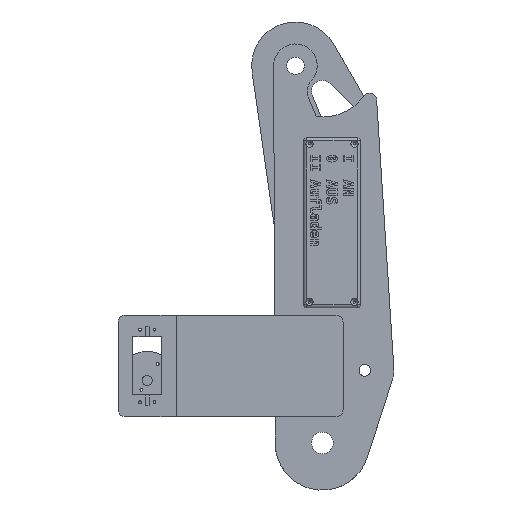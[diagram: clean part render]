
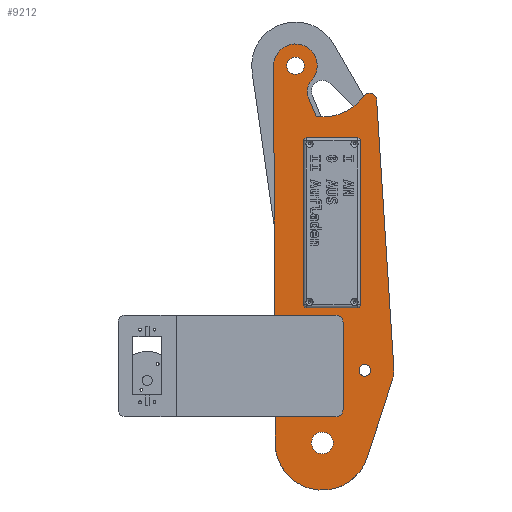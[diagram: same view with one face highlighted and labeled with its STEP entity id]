
A CAD part, front view. The second image highlights one B-rep face of the part: STEP entity #9212.
In plain terms, the highlighted planar face has unit normal (0, -1, 0).
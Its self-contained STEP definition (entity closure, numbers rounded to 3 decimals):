
#441=FACE_BOUND('',#1404,.T.);
#442=FACE_BOUND('',#1405,.T.);
#443=FACE_BOUND('',#1406,.T.);
#543=PLANE('',#9802);
#871=FACE_OUTER_BOUND('',#1403,.T.);
#1403=EDGE_LOOP('',(#6562,#6563,#6564,#6565,#6566,#6567,#6568,#6569,#6570,
#6571,#6572,#6573,#6574,#6575,#6576,#6577));
#1404=EDGE_LOOP('',(#6578));
#1405=EDGE_LOOP('',(#6579));
#1406=EDGE_LOOP('',(#6580));
#2001=LINE('',#12514,#2947);
#2003=LINE('',#12523,#2949);
#2007=LINE('',#12535,#2953);
#2016=LINE('',#12565,#2962);
#2017=LINE('',#12567,#2963);
#2022=LINE('',#12585,#2968);
#2027=LINE('',#12603,#2973);
#2031=LINE('',#12615,#2977);
#2947=VECTOR('',#10436,10.);
#2949=VECTOR('',#10446,10.);
#2953=VECTOR('',#10458,10.);
#2962=VECTOR('',#10491,10.);
#2963=VECTOR('',#10492,10.);
#2968=VECTOR('',#10511,10.);
#2973=VECTOR('',#10530,10.);
#2977=VECTOR('',#10542,10.);
#3874=CIRCLE('',#9761,5.);
#3876=CIRCLE('',#9765,5.);
#3878=CIRCLE('',#9771,4.);
#3880=CIRCLE('',#9774,6.);
#3882=CIRCLE('',#9777,7.5);
#3885=CIRCLE('',#9782,15.009);
#3887=CIRCLE('',#9785,10.5);
#3889=CIRCLE('',#9789,35.263);
#3891=CIRCLE('',#9792,5.);
#3893=CIRCLE('',#9796,20.);
#3895=CIRCLE('',#9800,32.5);
#4071=VERTEX_POINT('',#12508);
#4073=VERTEX_POINT('',#12512);
#4074=VERTEX_POINT('',#12516);
#4076=VERTEX_POINT('',#12522);
#4078=VERTEX_POINT('',#12528);
#4080=VERTEX_POINT('',#12534);
#4081=VERTEX_POINT('',#12542);
#4083=VERTEX_POINT('',#12548);
#4085=VERTEX_POINT('',#12554);
#4089=VERTEX_POINT('',#12563);
#4090=VERTEX_POINT('',#12566);
#4092=VERTEX_POINT('',#12572);
#4094=VERTEX_POINT('',#12578);
#4096=VERTEX_POINT('',#12584);
#4098=VERTEX_POINT('',#12590);
#4100=VERTEX_POINT('',#12596);
#4102=VERTEX_POINT('',#12602);
#4104=VERTEX_POINT('',#12608);
#4106=VERTEX_POINT('',#12614);
#5010=EDGE_CURVE('',#4071,#4073,#2001,.T.);
#5011=EDGE_CURVE('',#4073,#4074,#3874,.T.);
#5014=EDGE_CURVE('',#4074,#4076,#2003,.T.);
#5017=EDGE_CURVE('',#4076,#4078,#3876,.T.);
#5020=EDGE_CURVE('',#4078,#4080,#2007,.T.);
#5024=EDGE_CURVE('',#4081,#4081,#3878,.T.);
#5027=EDGE_CURVE('',#4083,#4083,#3880,.T.);
#5030=EDGE_CURVE('',#4085,#4085,#3882,.T.);
#5035=EDGE_CURVE('',#4080,#4089,#2016,.T.);
#5036=EDGE_CURVE('',#4090,#4071,#2017,.T.);
#5039=EDGE_CURVE('',#4092,#4090,#3885,.T.);
#5042=EDGE_CURVE('',#4094,#4092,#3887,.T.);
#5045=EDGE_CURVE('',#4096,#4094,#2022,.T.);
#5048=EDGE_CURVE('',#4098,#4096,#3889,.T.);
#5051=EDGE_CURVE('',#4100,#4098,#3891,.T.);
#5054=EDGE_CURVE('',#4102,#4100,#2027,.T.);
#5057=EDGE_CURVE('',#4104,#4102,#3893,.T.);
#5060=EDGE_CURVE('',#4106,#4104,#2031,.T.);
#5063=EDGE_CURVE('',#4089,#4106,#3895,.T.);
#6562=ORIENTED_EDGE('',*,*,#5020,.T.);
#6563=ORIENTED_EDGE('',*,*,#5035,.T.);
#6564=ORIENTED_EDGE('',*,*,#5063,.T.);
#6565=ORIENTED_EDGE('',*,*,#5060,.T.);
#6566=ORIENTED_EDGE('',*,*,#5057,.T.);
#6567=ORIENTED_EDGE('',*,*,#5054,.T.);
#6568=ORIENTED_EDGE('',*,*,#5051,.T.);
#6569=ORIENTED_EDGE('',*,*,#5048,.T.);
#6570=ORIENTED_EDGE('',*,*,#5045,.T.);
#6571=ORIENTED_EDGE('',*,*,#5042,.T.);
#6572=ORIENTED_EDGE('',*,*,#5039,.T.);
#6573=ORIENTED_EDGE('',*,*,#5036,.T.);
#6574=ORIENTED_EDGE('',*,*,#5010,.T.);
#6575=ORIENTED_EDGE('',*,*,#5011,.T.);
#6576=ORIENTED_EDGE('',*,*,#5014,.T.);
#6577=ORIENTED_EDGE('',*,*,#5017,.T.);
#6578=ORIENTED_EDGE('',*,*,#5030,.T.);
#6579=ORIENTED_EDGE('',*,*,#5027,.T.);
#6580=ORIENTED_EDGE('',*,*,#5024,.T.);
#9212=ADVANCED_FACE('',(#871,#441,#442,#443),#543,.F.);
#9761=AXIS2_PLACEMENT_3D('',#12517,#10439,#10440);
#9765=AXIS2_PLACEMENT_3D('',#12529,#10451,#10452);
#9771=AXIS2_PLACEMENT_3D('',#12543,#10468,#10469);
#9774=AXIS2_PLACEMENT_3D('',#12549,#10475,#10476);
#9777=AXIS2_PLACEMENT_3D('',#12555,#10482,#10483);
#9782=AXIS2_PLACEMENT_3D('',#12573,#10498,#10499);
#9785=AXIS2_PLACEMENT_3D('',#12579,#10505,#10506);
#9789=AXIS2_PLACEMENT_3D('',#12591,#10517,#10518);
#9792=AXIS2_PLACEMENT_3D('',#12597,#10524,#10525);
#9796=AXIS2_PLACEMENT_3D('',#12609,#10536,#10537);
#9800=AXIS2_PLACEMENT_3D('',#12619,#10548,#10549);
#9802=AXIS2_PLACEMENT_3D('',#12621,#10552,#10553);
#10436=DIRECTION('',(1.,0.,0.));
#10439=DIRECTION('center_axis',(0.,1.,0.));
#10440=DIRECTION('ref_axis',(0.,0.,1.));
#10446=DIRECTION('',(0.,0.,-1.));
#10451=DIRECTION('center_axis',(0.,1.,0.));
#10452=DIRECTION('ref_axis',(1.,0.,0.));
#10458=DIRECTION('',(-1.,0.,0.));
#10468=DIRECTION('center_axis',(0.,1.,0.));
#10469=DIRECTION('ref_axis',(1.,0.,0.));
#10475=DIRECTION('center_axis',(0.,1.,0.));
#10476=DIRECTION('ref_axis',(1.,0.,0.));
#10482=DIRECTION('center_axis',(0.,1.,0.));
#10483=DIRECTION('ref_axis',(1.,0.,0.));
#10491=DIRECTION('',(0.004,0.,-1.));
#10492=DIRECTION('',(0.004,0.,-1.));
#10498=DIRECTION('center_axis',(0.,-1.,0.));
#10499=DIRECTION('ref_axis',(-1.,0.,-0.004));
#10505=DIRECTION('center_axis',(0.,1.,0.));
#10506=DIRECTION('ref_axis',(-0.924,0.,-0.383));
#10511=DIRECTION('',(-0.383,0.,0.924));
#10517=DIRECTION('center_axis',(0.,1.,0.));
#10518=DIRECTION('ref_axis',(0.805,0.,-0.593));
#10524=DIRECTION('center_axis',(0.,-1.,0.));
#10525=DIRECTION('ref_axis',(-0.805,0.,0.593));
#10530=DIRECTION('',(-0.064,0.,0.998));
#10536=DIRECTION('center_axis',(0.,-1.,0.));
#10537=DIRECTION('ref_axis',(0.998,0.,0.064));
#10542=DIRECTION('',(0.307,0.,0.952));
#10548=DIRECTION('center_axis',(0.,-1.,0.));
#10549=DIRECTION('ref_axis',(0.952,0.,-0.307));
#10552=DIRECTION('center_axis',(0.,1.,0.));
#10553=DIRECTION('ref_axis',(1.,0.,0.));
#12508=CARTESIAN_POINT('',(-14.342,-8.,-171.63));
#12512=CARTESIAN_POINT('',(27.77,-8.,-171.63));
#12514=CARTESIAN_POINT('',(27.076,-8.,-171.63));
#12516=CARTESIAN_POINT('',(32.77,-8.,-176.63));
#12517=CARTESIAN_POINT('Origin',(27.77,-8.,-176.63));
#12522=CARTESIAN_POINT('',(32.77,-8.,-236.63));
#12523=CARTESIAN_POINT('',(32.77,-8.,-187.594));
#12528=CARTESIAN_POINT('',(27.77,-8.,-241.63));
#12529=CARTESIAN_POINT('Origin',(27.77,-8.,-236.63));
#12534=CARTESIAN_POINT('',(-14.07,-8.,-241.63));
#12535=CARTESIAN_POINT('',(-45.343,-8.,-241.63));
#12542=CARTESIAN_POINT('',(43.77,-8.,-209.626));
#12543=CARTESIAN_POINT('Origin',(47.77,-8.,-209.626));
#12548=CARTESIAN_POINT('',(-6.,-8.,0.));
#12549=CARTESIAN_POINT('Origin',(0.,-8.,0.));
#12554=CARTESIAN_POINT('',(11.,-8.,-259.626));
#12555=CARTESIAN_POINT('Origin',(18.5,-8.,-259.626));
#12563=CARTESIAN_POINT('',(-14.,-8.,-259.752));
#12565=CARTESIAN_POINT('',(-15.009,-8.,-0.058));
#12566=CARTESIAN_POINT('',(-15.009,-8.,-0.058));
#12567=CARTESIAN_POINT('',(-15.009,-8.,-0.058));
#12572=CARTESIAN_POINT('',(10.885,-8.,-10.333));
#12573=CARTESIAN_POINT('Origin',(0.,-8.,0.));
#12578=CARTESIAN_POINT('',(8.799,-8.,-21.581));
#12579=CARTESIAN_POINT('Origin',(18.5,-8.,-17.562));
#12584=CARTESIAN_POINT('',(14.366,-8.,-35.02));
#12585=CARTESIAN_POINT('',(14.366,-8.,-35.02));
#12590=CARTESIAN_POINT('',(46.882,-8.,-20.927));
#12591=CARTESIAN_POINT('Origin',(18.5,-8.,0.));
#12596=CARTESIAN_POINT('',(55.896,-8.,-23.575));
#12597=CARTESIAN_POINT('Origin',(50.907,-8.,-23.894));
#12602=CARTESIAN_POINT('',(67.729,-8.,-208.348));
#12603=CARTESIAN_POINT('',(67.729,-8.,-208.348));
#12608=CARTESIAN_POINT('',(66.804,-8.,-215.768));
#12609=CARTESIAN_POINT('Origin',(47.77,-8.,-209.626));
#12614=CARTESIAN_POINT('',(49.429,-8.,-269.607));
#12615=CARTESIAN_POINT('',(49.429,-8.,-269.607));
#12619=CARTESIAN_POINT('Origin',(18.5,-8.,-259.626));
#12621=CARTESIAN_POINT('Origin',(26.381,-8.,-138.559));
